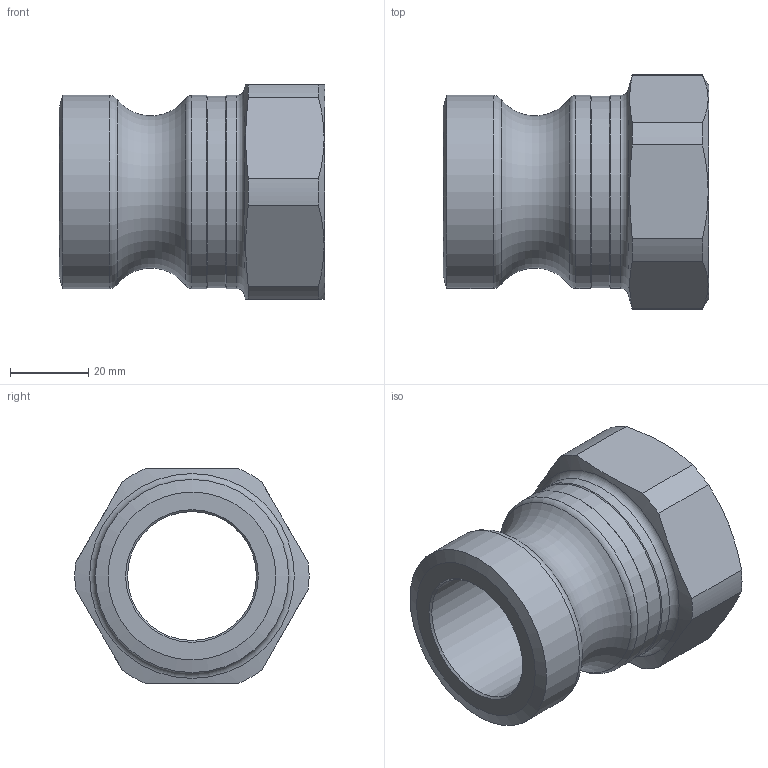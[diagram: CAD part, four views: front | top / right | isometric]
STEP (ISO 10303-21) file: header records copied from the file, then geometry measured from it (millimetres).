
FILE_DESCRIPTION(/* description */ ('INNENGEWINDESTECKER G 1.1/2"'),/* implementation_level */ '2;1');
FILE_NAME(/* name */ 'vig_15_35_n.stp',/* time_stamp */ '2020-04-20T08:05:17+02:00',/* author */ ('ertl'),/* organization */ (''),/* preprocessor_version */ 'ST-DEVELOPER v17',/* originating_system */ 'Autodesk Inventor 2018',/* authorisation */ '61212,88 mm^3');
FILE_SCHEMA (('AUTOMOTIVE_DESIGN { 1 0 10303 214 3 1 1 }'));
Length unit declared in the file: millimetre
Products named in the file (1): 20051008B0000056-00
Bounding box: 68 x 59.98 x 55 mm (x, y, z)
Volume: 61041.3 mm3; surface area: 21589.8 mm2
Topology: 1 solids, 1 shells, 33 faces, 95 edges, 65 vertices
Faces by surface type: cylinder 12, plane 9, cone 8, torus 4
Full cylindrical faces by diameter (mm): 33 x1, 44.845 x1, 49 x1, 49.5 x3
Entity records: 1197 total; most frequent: CARTESIAN_POINT 218, DIRECTION 208, ORIENTED_EDGE 190, EDGE_CURVE 95, AXIS2_PLACEMENT_3D 91, VERTEX_POINT 65, CIRCLE 57, EDGE_LOOP 36
